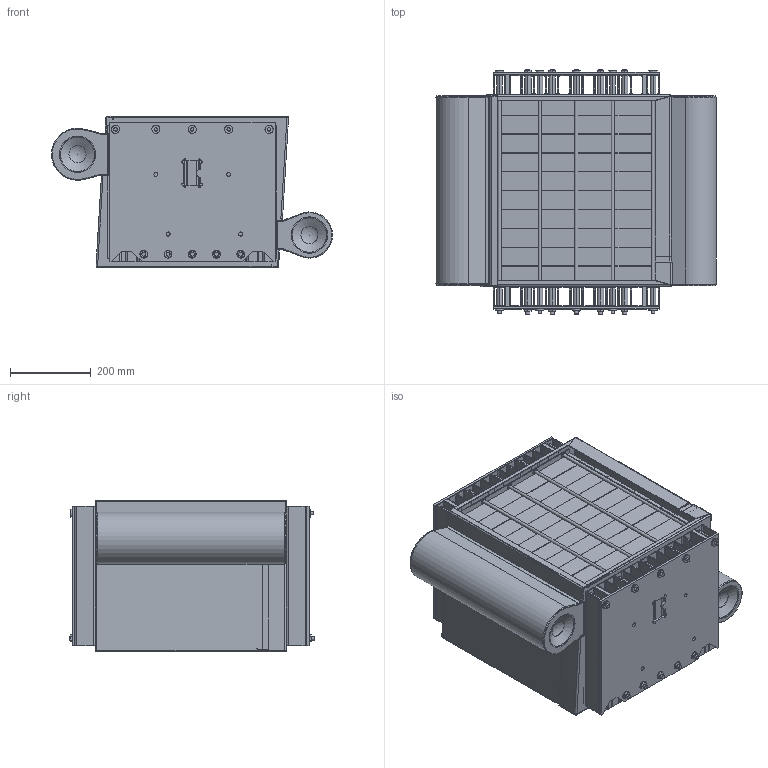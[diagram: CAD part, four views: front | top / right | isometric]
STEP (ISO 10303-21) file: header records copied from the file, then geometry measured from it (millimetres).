
FILE_DESCRIPTION(/* description */ (''),/* implementation_level */ '2;1');
FILE_NAME(/* name */ 'M 100791070001_00A.stp',/* time_stamp */ '2019-12-10T16:59:50+01:00',/* author */ (''),/* organization */ (''),/* preprocessor_version */ 'ST-DEVELOPER v16',/* originating_system */ 'SIEMENS PLM Software NX 11.0',/* authorisation */ '');
FILE_SCHEMA (('AP203_CONFIGURATION_CONTROLLED_3D_DESIGN_OF_MECHANICAL_PARTS_AND_ASSEMBLIES_MIM_LF { 1 0 10303 403 2 1 2}'));
Length unit declared in the file: millimetre
Products named in the file (1): zluy2988E93Czydt
Bounding box: 695.2 x 604 x 375 mm (x, y, z)
Volume: 64843775.1 mm3; surface area: 9486361.1 mm2
Topology: 104 solids, 104 shells, 1694 faces, 4422 edges, 3057 vertices
Faces by surface type: plane 968, cylinder 566, cone 140, sphere 8, torus 8, bspline 4
Full cylindrical faces by diameter (mm): 8 x5, 8.5 x10, 10 x31, 12 x10, 14.1 x10, 14.5 x30, 16.1 x10, 16.5 x30
Entity records: 52022 total; most frequent: DIRECTION 8854, CARTESIAN_POINT 8649, ORIENTED_EDGE 8012, EDGE_CURVE 4006, AXIS2_PLACEMENT_3D 3014, LINE 2826, VECTOR 2826, VERTEX_POINT 2720
